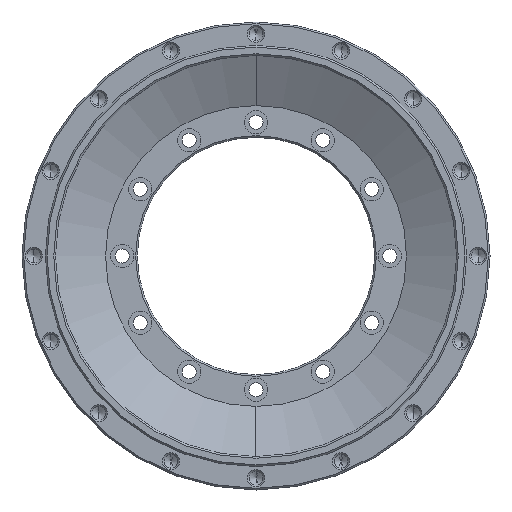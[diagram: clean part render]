
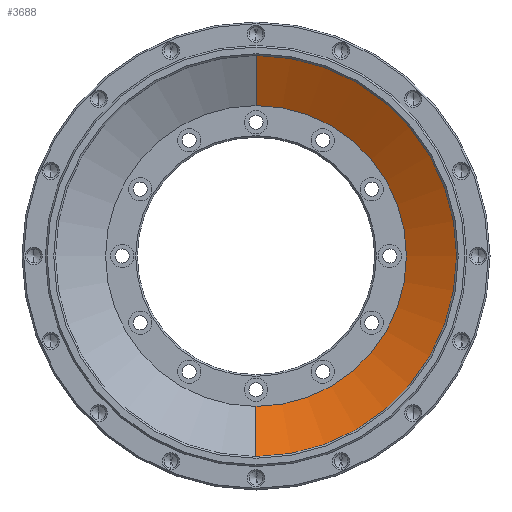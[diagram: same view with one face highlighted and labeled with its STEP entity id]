
A CAD part, left-side view. The second image highlights one B-rep face of the part: STEP entity #3688.
In plain terms, the highlighted conical face has half-angle 61.928 degrees and reference radius 120 mm.
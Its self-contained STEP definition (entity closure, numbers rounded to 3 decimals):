
#184 = DIRECTION ( 'NONE',  ( 0., 0., -1. ) ) ;
#335 = VERTEX_POINT ( 'NONE', #2704 ) ;
#430 = VERTEX_POINT ( 'NONE', #2674 ) ;
#575 = DIRECTION ( 'NONE',  ( 1., 0., 0. ) ) ;
#620 = DIRECTION ( 'NONE',  ( 0., 0., 1. ) ) ;
#634 = ORIENTED_EDGE ( 'NONE', *, *, #4530, .F. ) ;
#657 = AXIS2_PLACEMENT_3D ( 'NONE', #3430, #2635, #620 ) ;
#695 = ORIENTED_EDGE ( 'NONE', *, *, #5158, .T. ) ;
#843 = CARTESIAN_POINT ( 'NONE',  ( -30., 0., -120. ) ) ;
#944 = CARTESIAN_POINT ( 'NONE',  ( -14., 0., 0. ) ) ;
#1084 = FACE_OUTER_BOUND ( 'NONE', #4885, .T. ) ;
#1196 = LINE ( 'NONE', #3224, #5120 ) ;
#1210 = DIRECTION ( 'NONE',  ( -0.471, 0., -0.882 ) ) ;
#1595 = CIRCLE ( 'NONE', #5201, 120. ) ;
#1614 = DIRECTION ( 'NONE',  ( -0.471, 0., 0.882 ) ) ;
#1983 = CARTESIAN_POINT ( 'NONE',  ( -30., 0., -120. ) ) ;
#2117 = CIRCLE ( 'NONE', #4627, 90. ) ;
#2363 = VERTEX_POINT ( 'NONE', #1983 ) ;
#2635 = DIRECTION ( 'NONE',  ( -1., 0., 0. ) ) ;
#2674 = CARTESIAN_POINT ( 'NONE',  ( -14., 0., -90. ) ) ;
#2704 = CARTESIAN_POINT ( 'NONE',  ( -14., 0., 90. ) ) ;
#3128 = EDGE_CURVE ( 'NONE', #430, #2363, #3634, .T. ) ;
#3224 = CARTESIAN_POINT ( 'NONE',  ( -30., 0., 120. ) ) ;
#3430 = CARTESIAN_POINT ( 'NONE',  ( -30., 0., 0. ) ) ;
#3634 = LINE ( 'NONE', #843, #4927 ) ;
#3688 = ADVANCED_FACE ( 'NONE', ( #1084 ), #4858, .F. ) ;
#3853 = EDGE_CURVE ( 'NONE', #335, #4291, #1196, .T. ) ;
#3901 = CARTESIAN_POINT ( 'NONE',  ( -30., 0., 0. ) ) ;
#3929 = ORIENTED_EDGE ( 'NONE', *, *, #3128, .T. ) ;
#3954 = DIRECTION ( 'NONE',  ( 1., 0., 0. ) ) ;
#4262 = ORIENTED_EDGE ( 'NONE', *, *, #3853, .F. ) ;
#4291 = VERTEX_POINT ( 'NONE', #4940 ) ;
#4343 = DIRECTION ( 'NONE',  ( 0., 0., -1. ) ) ;
#4530 = EDGE_CURVE ( 'NONE', #4291, #2363, #1595, .T. ) ;
#4627 = AXIS2_PLACEMENT_3D ( 'NONE', #944, #575, #184 ) ;
#4858 = CONICAL_SURFACE ( 'NONE', #657, 120., 1.081 ) ;
#4885 = EDGE_LOOP ( 'NONE', ( #695, #3929, #634, #4262 ) ) ;
#4927 = VECTOR ( 'NONE', #1210, 1000. ) ;
#4940 = CARTESIAN_POINT ( 'NONE',  ( -30., 0., 120. ) ) ;
#5120 = VECTOR ( 'NONE', #1614, 1000. ) ;
#5158 = EDGE_CURVE ( 'NONE', #335, #430, #2117, .T. ) ;
#5201 = AXIS2_PLACEMENT_3D ( 'NONE', #3901, #3954, #4343 ) ;
